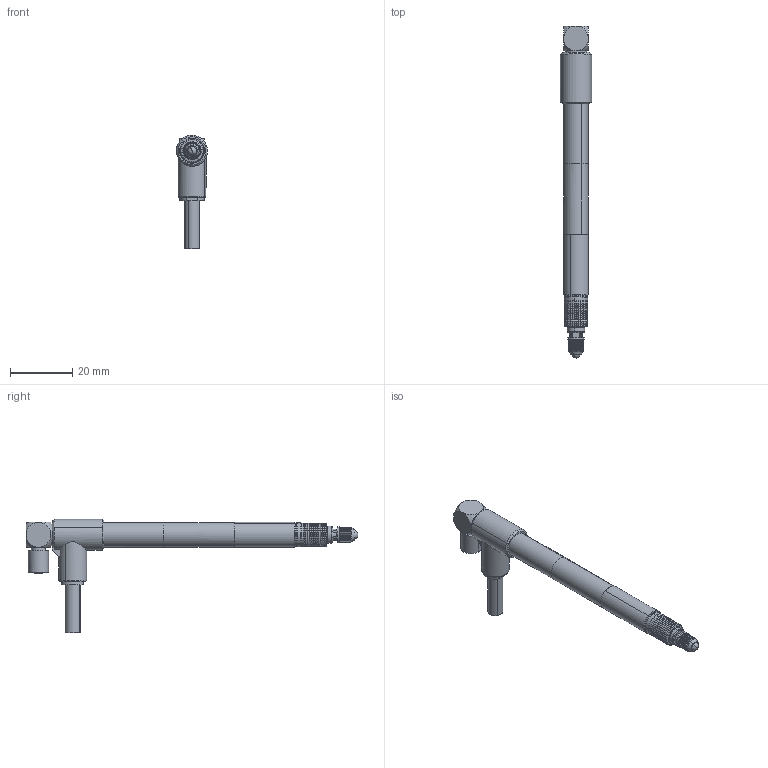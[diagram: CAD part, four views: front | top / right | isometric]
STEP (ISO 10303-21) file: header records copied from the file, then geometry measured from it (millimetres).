
FILE_DESCRIPTION(('CATIA V5 STEP'),'2;1');
FILE_NAME('812SVR.stp','2017-08-29T01:20:03+00:00',('none'),('none'),'CATIA Version 5 Release 19 SP 6 (IN-10)','CATIA V5 STEP AP214','none');
FILE_SCHEMA(('AUTOMOTIVE_DESIGN { 1 0 10303 214 1 1 1 1 }'));
Length unit declared in the file: millimetre
Products named in the file (1): 812SVR
Bounding box: 10 x 106.7 x 36.5 mm (x, y, z)
Volume: 6617.6 mm3; surface area: 4200.9 mm2
Topology: 1 solids, 2 shells, 388 faces, 943 edges, 575 vertices
Faces by surface type: cylinder 126, torus 96, plane 89, cone 67, sphere 10
Entity records: 11571 total; most frequent: CARTESIAN_POINT 3229, ORIENTED_EDGE 1882, DIRECTION 1386, EDGE_CURVE 941, AXIS2_PLACEMENT_3D 739, VERTEX_POINT 575, EDGE_LOOP 406, ADVANCED_FACE 388
